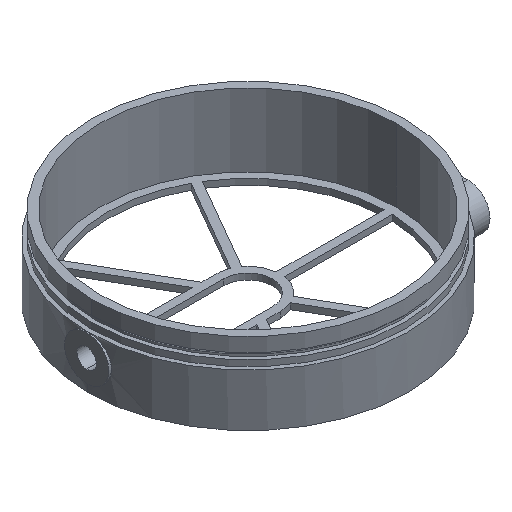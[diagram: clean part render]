
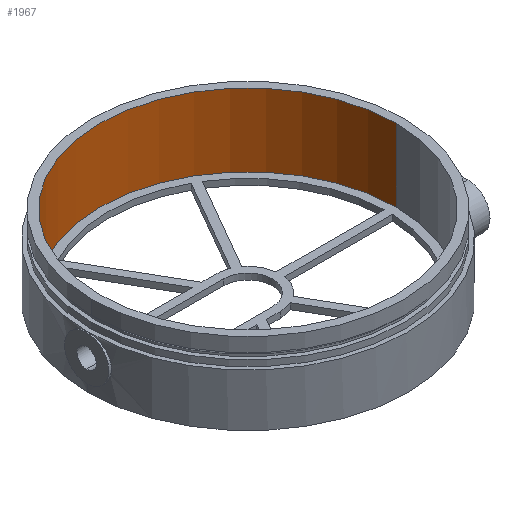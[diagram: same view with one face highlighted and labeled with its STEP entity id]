
A CAD part, isometric view. The second image highlights one B-rep face of the part: STEP entity #1967.
In plain terms, the highlighted cylindrical face has radius 36.75 mm (diameter 73.5 mm), a partial arc.
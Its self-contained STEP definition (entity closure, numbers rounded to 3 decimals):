
#11 = ORIENTED_EDGE ( 'NONE', *, *, #1280, .T. ) ;
#14 = ORIENTED_EDGE ( 'NONE', *, *, #1506, .T. ) ;
#23 = AXIS2_PLACEMENT_3D ( 'NONE', #867, #1214, #323 ) ;
#24 = CARTESIAN_POINT ( 'NONE',  ( -36.673, 2.384, 7.184 ) ) ;
#35 = CARTESIAN_POINT ( 'NONE',  ( -36.673, 2.385, 7.813 ) ) ;
#184 = CARTESIAN_POINT ( 'NONE',  ( -36.75, 0.157, 5.1 ) ) ;
#194 = CARTESIAN_POINT ( 'NONE',  ( -36.706, 1.807, 5.912 ) ) ;
#214 = CARTESIAN_POINT ( 'NONE',  ( -36.721, 1.474, 5.581 ) ) ;
#235 = DIRECTION ( 'NONE',  ( 1., 0., 0. ) ) ;
#245 = LINE ( 'NONE', #1641, #1293 ) ;
#286 = CIRCLE ( 'NONE', #23, 36.75 ) ;
#289 = CARTESIAN_POINT ( 'NONE',  ( 0., 0., 13. ) ) ;
#323 = DIRECTION ( 'NONE',  ( -1., 0., 0. ) ) ;
#355 = EDGE_CURVE ( 'NONE', #2006, #1171, #845, .T. ) ;
#393 = VECTOR ( 'NONE', #1498, 1000. ) ;
#406 = EDGE_LOOP ( 'NONE', ( #692, #11, #14, #504, #1087, #2207 ) ) ;
#490 = CARTESIAN_POINT ( 'NONE',  ( 36.75, 0., 13. ) ) ;
#504 = ORIENTED_EDGE ( 'NONE', *, *, #1441, .F. ) ;
#507 = CARTESIAN_POINT ( 'NONE',  ( -36.75, 0., 1.5 ) ) ;
#563 = CARTESIAN_POINT ( 'NONE',  ( -36.679, 2.277, 6.725 ) ) ;
#612 = CARTESIAN_POINT ( 'NONE',  ( -36.75, 0., 13. ) ) ;
#630 = CARTESIAN_POINT ( 'NONE',  ( 36.75, 0., 19.5 ) ) ;
#692 = ORIENTED_EDGE ( 'NONE', *, *, #355, .F. ) ;
#720 = CARTESIAN_POINT ( 'NONE',  ( -36.706, 1.809, 9.085 ) ) ;
#753 = CARTESIAN_POINT ( 'NONE',  ( -36.73, 1.205, 9.582 ) ) ;
#825 = VERTEX_POINT ( 'NONE', #1656 ) ;
#832 = EDGE_CURVE ( 'NONE', #825, #1089, #1509, .T. ) ;
#845 = LINE ( 'NONE', #490, #1900 ) ;
#867 = CARTESIAN_POINT ( 'NONE',  ( 0., 0., 1.5 ) ) ;
#896 = CARTESIAN_POINT ( 'NONE',  ( -36.679, 2.278, 8.272 ) ) ;
#906 = CARTESIAN_POINT ( 'NONE',  ( -36.701, 1.908, 6.036 ) ) ;
#914 = CARTESIAN_POINT ( 'NONE',  ( -36.672, 2.4, 7.656 ) ) ;
#926 = CARTESIAN_POINT ( 'NONE',  ( -36.676, 2.324, 8.12 ) ) ;
#1031 = VERTEX_POINT ( 'NONE', #2091 ) ;
#1066 = CARTESIAN_POINT ( 'NONE',  ( -36.687, 2.156, 6.434 ) ) ;
#1067 = EDGE_CURVE ( 'NONE', #1171, #1089, #286, .T. ) ;
#1087 = ORIENTED_EDGE ( 'NONE', *, *, #832, .T. ) ;
#1089 = VERTEX_POINT ( 'NONE', #507 ) ;
#1107 = AXIS2_PLACEMENT_3D ( 'NONE', #2020, #1828, #235 ) ;
#1111 = CARTESIAN_POINT ( 'NONE',  ( -36.731, 1.207, 5.402 ) ) ;
#1171 = VERTEX_POINT ( 'NONE', #2172 ) ;
#1193 = DIRECTION ( 'NONE',  ( 0., 0., -1. ) ) ;
#1214 = DIRECTION ( 'NONE',  ( 0., 0., 1. ) ) ;
#1276 = CARTESIAN_POINT ( 'NONE',  ( -36.721, 1.467, 9.406 ) ) ;
#1280 = EDGE_CURVE ( 'NONE', #2006, #1031, #1593, .T. ) ;
#1293 = VECTOR ( 'NONE', #2007, 1000. ) ;
#1340 = CYLINDRICAL_SURFACE ( 'NONE', #1841, 36.75 ) ;
#1422 = CARTESIAN_POINT ( 'NONE',  ( -36.746, 0.632, 9.836 ) ) ;
#1441 = EDGE_CURVE ( 'NONE', #825, #2026, #1504, .T. ) ;
#1445 = CARTESIAN_POINT ( 'NONE',  ( -36.691, 2.084, 8.701 ) ) ;
#1454 = CARTESIAN_POINT ( 'NONE',  ( -36.691, 2.082, 6.296 ) ) ;
#1462 = CARTESIAN_POINT ( 'NONE',  ( -36.735, 1.065, 9.656 ) ) ;
#1498 = DIRECTION ( 'NONE',  ( 0., 0., -1. ) ) ;
#1500 = CARTESIAN_POINT ( 'NONE',  ( -36.75, 0., 9.9 ) ) ;
#1504 = B_SPLINE_CURVE_WITH_KNOTS ( 'NONE', 3,
 ( #1953, #184, #1793, #2150, #2293, #1111, #214, #194, #906, #1454, #1066, #563, #2141, #24, #1770, #914, #35, #926, #896, #2123, #1445, #1632, #720, #1612, #1276, #753, #1462, #1422, #1603, #1814 ),
 .UNSPECIFIED., .F., .F.,
 ( 4, 2, 2, 2, 2, 2, 2, 2, 2, 2, 2, 2, 2, 2, 4 ),
 ( 0.008, 0.008, 0.008, 0.009, 0.01, 0.01, 0.011, 0.011, 0.012, 0.012, 0.013, 0.013, 0.014, 0.014, 0.015 ),
 .UNSPECIFIED. ) ;
#1506 = EDGE_CURVE ( 'NONE', #1031, #2026, #245, .T. ) ;
#1509 = LINE ( 'NONE', #612, #393 ) ;
#1537 = DIRECTION ( 'NONE',  ( 0., 0., -1. ) ) ;
#1593 = CIRCLE ( 'NONE', #1107, 36.75 ) ;
#1603 = CARTESIAN_POINT ( 'NONE',  ( -36.75, 0.317, 9.9 ) ) ;
#1612 = CARTESIAN_POINT ( 'NONE',  ( -36.716, 1.588, 9.307 ) ) ;
#1632 = CARTESIAN_POINT ( 'NONE',  ( -36.7, 1.91, 8.961 ) ) ;
#1641 = CARTESIAN_POINT ( 'NONE',  ( -36.75, 0., 13. ) ) ;
#1656 = CARTESIAN_POINT ( 'NONE',  ( -36.75, 0., 5.1 ) ) ;
#1684 = FACE_OUTER_BOUND ( 'NONE', #406, .T. ) ;
#1770 = CARTESIAN_POINT ( 'NONE',  ( -36.672, 2.4, 7.34 ) ) ;
#1793 = CARTESIAN_POINT ( 'NONE',  ( -36.749, 0.312, 5.115 ) ) ;
#1814 = CARTESIAN_POINT ( 'NONE',  ( -36.75, 0., 9.9 ) ) ;
#1828 = DIRECTION ( 'NONE',  ( 0., 0., 1. ) ) ;
#1841 = AXIS2_PLACEMENT_3D ( 'NONE', #289, #1537, #2237 ) ;
#1900 = VECTOR ( 'NONE', #1193, 1000. ) ;
#1953 = CARTESIAN_POINT ( 'NONE',  ( -36.75, 0., 5.1 ) ) ;
#1967 = ADVANCED_FACE ( 'NONE', ( #1684 ), #1340, .F. ) ;
#2006 = VERTEX_POINT ( 'NONE', #630 ) ;
#2007 = DIRECTION ( 'NONE',  ( 0., 0., -1. ) ) ;
#2020 = CARTESIAN_POINT ( 'NONE',  ( 0., 0., 19.5 ) ) ;
#2026 = VERTEX_POINT ( 'NONE', #1500 ) ;
#2091 = CARTESIAN_POINT ( 'NONE',  ( -36.75, 0., 19.5 ) ) ;
#2123 = CARTESIAN_POINT ( 'NONE',  ( -36.687, 2.158, 8.563 ) ) ;
#2141 = CARTESIAN_POINT ( 'NONE',  ( -36.677, 2.323, 6.877 ) ) ;
#2150 = CARTESIAN_POINT ( 'NONE',  ( -36.745, 0.622, 5.177 ) ) ;
#2172 = CARTESIAN_POINT ( 'NONE',  ( 36.75, 0., 1.5 ) ) ;
#2207 = ORIENTED_EDGE ( 'NONE', *, *, #1067, .F. ) ;
#2237 = DIRECTION ( 'NONE',  ( -1., 0., 0. ) ) ;
#2293 = CARTESIAN_POINT ( 'NONE',  ( -36.742, 0.773, 5.223 ) ) ;
